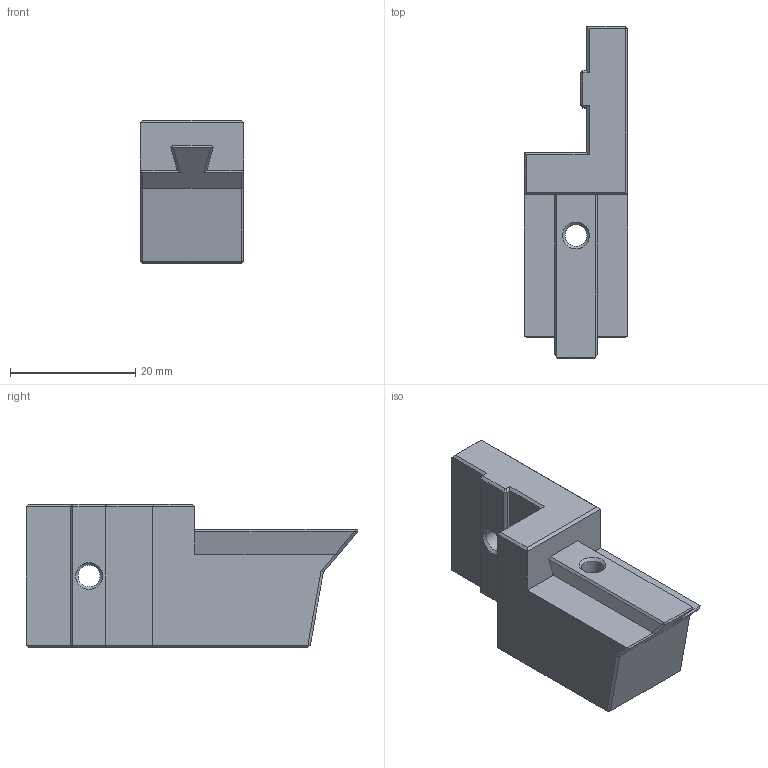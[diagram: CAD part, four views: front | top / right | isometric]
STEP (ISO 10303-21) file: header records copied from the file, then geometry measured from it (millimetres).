
FILE_DESCRIPTION(/* description */ (''),/* implementation_level */ '2;1');
FILE_NAME(/* name */ 'Support_arm_mount_Endcap_f360_v1.step',/* time_stamp */ '2023-11-29T07:00:00-08:00',/* author */ (''),/* organization */ (''),/* preprocessor_version */ 'ST-DEVELOPER v20',/* originating_system */ 'Autodesk Translation Framework v12.14.0.127',/* authorisation */ '');
FILE_SCHEMA (('AUTOMOTIVE_DESIGN { 1 0 10303 214 3 1 1 }'));
Length unit declared in the file: millimetre
Products named in the file (1): (Unsaved)
Bounding box: 16.6 x 53.1 x 23 mm (x, y, z)
Volume: 10715.2 mm3; surface area: 4539.5 mm2
Topology: 1 solids, 1 shells, 92 faces, 198 edges, 112 vertices
Faces by surface type: plane 77, cylinder 8, cone 7
Full cylindrical faces by diameter (mm): 3.5 x3, 4.9 x1, 5.8 x1, 5.9 x1
Entity records: 2440 total; most frequent: DIRECTION 410, CARTESIAN_POINT 403, ORIENTED_EDGE 396, EDGE_CURVE 198, LINE 172, VECTOR 172, AXIS2_PLACEMENT_3D 119, VERTEX_POINT 112
